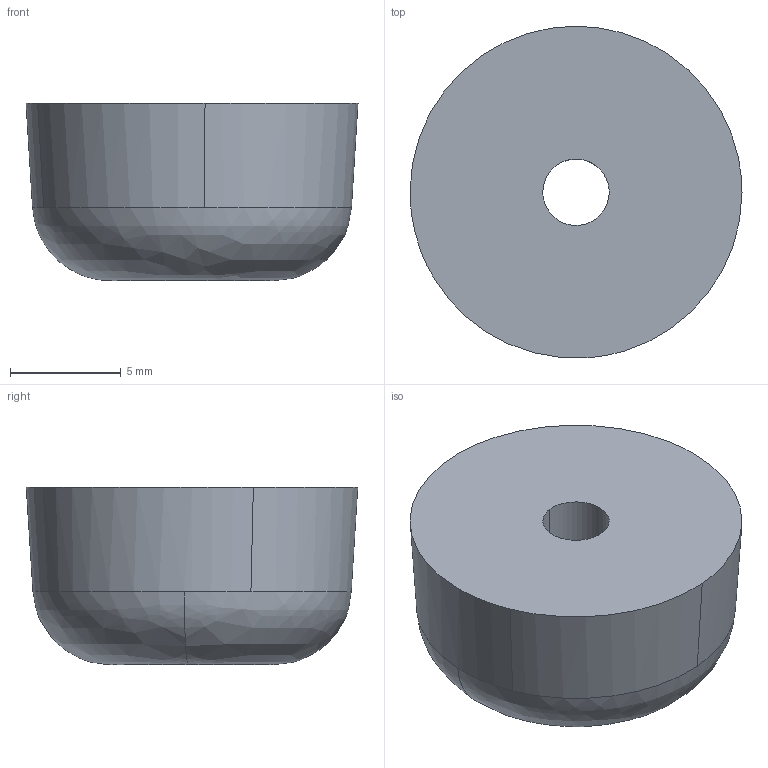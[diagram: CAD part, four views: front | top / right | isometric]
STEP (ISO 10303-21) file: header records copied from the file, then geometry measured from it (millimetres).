
FILE_DESCRIPTION((''),'2;1');
FILE_NAME('','2005-12-14T14:23:18',(''),(''),'','CADfix','');
FILE_SCHEMA(('AUTOMOTIVE_DESIGN'));
Length unit declared in the file: millimetre
Products named in the file (3): washer; rubber foot; TK_15_9147_36
Assembly tree (2 placements, depth 2):
  TK_15_9147_36
    washer
    rubber foot
Bounding box: 15 x 14.98 x 8 mm (x, y, z)
Volume: 1072.5 mm3; surface area: 960.5 mm2
Topology: 2 solids, 2 shells, 23 faces, 78 edges, 62 vertices
Faces by surface type: bspline 23
Entity records: 1067 total; most frequent: CARTESIAN_POINT 589, ORIENTED_EDGE 156, EDGE_CURVE 78, VERTEX_POINT 62, EDGE_LOOP 30, FACE_OUTER_BOUND 23, ADVANCED_FACE 23, DIRECTION 14
